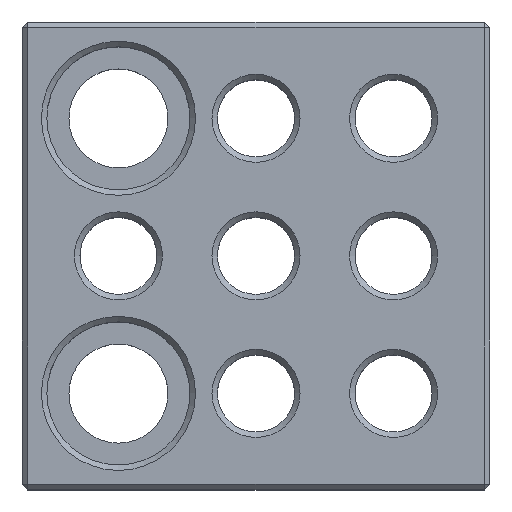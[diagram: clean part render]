
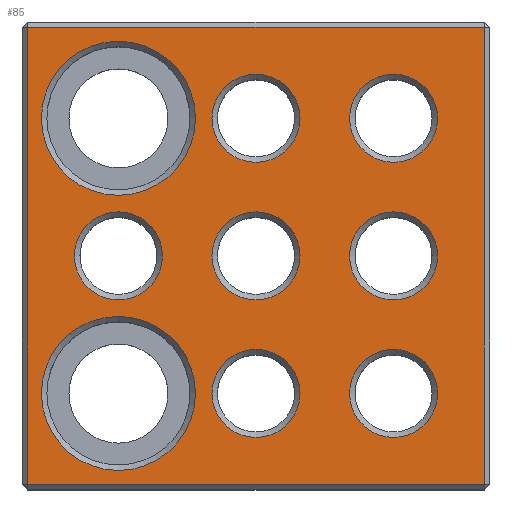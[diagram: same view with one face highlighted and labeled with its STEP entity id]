
A CAD part, top view. The second image highlights one B-rep face of the part: STEP entity #85.
In plain terms, the highlighted planar face has unit normal (0, 0, 1).
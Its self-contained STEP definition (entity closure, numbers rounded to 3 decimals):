
#85 = ADVANCED_FACE( '', ( #167, #168, #169, #170, #171, #172, #173, #174, #175, #176 ), #177, .F. );
#167 = FACE_BOUND( '', #330, .T. );
#168 = FACE_BOUND( '', #331, .T. );
#169 = FACE_BOUND( '', #332, .T. );
#170 = FACE_BOUND( '', #333, .T. );
#171 = FACE_BOUND( '', #334, .T. );
#172 = FACE_BOUND( '', #335, .T. );
#173 = FACE_BOUND( '', #336, .T. );
#174 = FACE_BOUND( '', #337, .T. );
#175 = FACE_BOUND( '', #338, .T. );
#176 = FACE_OUTER_BOUND( '', #339, .T. );
#177 = PLANE( '', #340 );
#330 = EDGE_LOOP( '', ( #527 ) );
#331 = EDGE_LOOP( '', ( #528 ) );
#332 = EDGE_LOOP( '', ( #529 ) );
#333 = EDGE_LOOP( '', ( #530 ) );
#334 = EDGE_LOOP( '', ( #531 ) );
#335 = EDGE_LOOP( '', ( #532 ) );
#336 = EDGE_LOOP( '', ( #533 ) );
#337 = EDGE_LOOP( '', ( #534 ) );
#338 = EDGE_LOOP( '', ( #535 ) );
#339 = EDGE_LOOP( '', ( #536, #537, #538, #539 ) );
#340 = AXIS2_PLACEMENT_3D( '', #540, #541, #542 );
#527 = ORIENTED_EDGE( '', *, *, #838, .T. );
#528 = ORIENTED_EDGE( '', *, *, #834, .T. );
#529 = ORIENTED_EDGE( '', *, *, #836, .T. );
#530 = ORIENTED_EDGE( '', *, *, #839, .T. );
#531 = ORIENTED_EDGE( '', *, *, #840, .T. );
#532 = ORIENTED_EDGE( '', *, *, #841, .T. );
#533 = ORIENTED_EDGE( '', *, *, #842, .T. );
#534 = ORIENTED_EDGE( '', *, *, #843, .T. );
#535 = ORIENTED_EDGE( '', *, *, #811, .T. );
#536 = ORIENTED_EDGE( '', *, *, #844, .T. );
#537 = ORIENTED_EDGE( '', *, *, #845, .T. );
#538 = ORIENTED_EDGE( '', *, *, #846, .T. );
#539 = ORIENTED_EDGE( '', *, *, #847, .T. );
#540 = CARTESIAN_POINT( '', ( -42.5, -42.5, 30. ) );
#541 = DIRECTION( '', ( 0., 0., -1. ) );
#542 = DIRECTION( '', ( -1., 0., 0. ) );
#811 = EDGE_CURVE( '', #904, #904, #905, .T. );
#834 = EDGE_CURVE( '', #947, #947, #948, .T. );
#836 = EDGE_CURVE( '', #951, #951, #952, .T. );
#838 = EDGE_CURVE( '', #955, #955, #956, .T. );
#839 = EDGE_CURVE( '', #957, #957, #958, .T. );
#840 = EDGE_CURVE( '', #959, #959, #960, .T. );
#841 = EDGE_CURVE( '', #961, #961, #962, .T. );
#842 = EDGE_CURVE( '', #963, #963, #964, .T. );
#843 = EDGE_CURVE( '', #965, #965, #966, .T. );
#844 = EDGE_CURVE( '', #967, #968, #969, .T. );
#845 = EDGE_CURVE( '', #968, #970, #971, .T. );
#846 = EDGE_CURVE( '', #970, #972, #973, .T. );
#847 = EDGE_CURVE( '', #972, #967, #974, .T. );
#904 = VERTEX_POINT( '', #1060 );
#905 = CIRCLE( '', #1061, 8. );
#947 = VERTEX_POINT( '', #1114 );
#948 = CIRCLE( '', #1115, 14. );
#951 = VERTEX_POINT( '', #1118 );
#952 = CIRCLE( '', #1119, 8. );
#955 = VERTEX_POINT( '', #1122 );
#956 = CIRCLE( '', #1123, 8. );
#957 = VERTEX_POINT( '', #1124 );
#958 = CIRCLE( '', #1125, 8. );
#959 = VERTEX_POINT( '', #1126 );
#960 = CIRCLE( '', #1127, 8. );
#961 = VERTEX_POINT( '', #1128 );
#962 = CIRCLE( '', #1129, 8. );
#963 = VERTEX_POINT( '', #1130 );
#964 = CIRCLE( '', #1131, 14. );
#965 = VERTEX_POINT( '', #1132 );
#966 = CIRCLE( '', #1133, 8. );
#967 = VERTEX_POINT( '', #1134 );
#968 = VERTEX_POINT( '', #1135 );
#969 = LINE( '', #1136, #1137 );
#970 = VERTEX_POINT( '', #1138 );
#971 = LINE( '', #1139, #1140 );
#972 = VERTEX_POINT( '', #1141 );
#973 = LINE( '', #1142, #1143 );
#974 = LINE( '', #1144, #1145 );
#1060 = CARTESIAN_POINT( '', ( 17., 0., 30. ) );
#1061 = AXIS2_PLACEMENT_3D( '', #1253, #1254, #1255 );
#1114 = CARTESIAN_POINT( '', ( -39., -25., 30. ) );
#1115 = AXIS2_PLACEMENT_3D( '', #1300, #1301, #1302 );
#1118 = CARTESIAN_POINT( '', ( 17., 25., 30. ) );
#1119 = AXIS2_PLACEMENT_3D( '', #1306, #1307, #1308 );
#1122 = CARTESIAN_POINT( '', ( -8., 0., 30. ) );
#1123 = AXIS2_PLACEMENT_3D( '', #1312, #1313, #1314 );
#1124 = CARTESIAN_POINT( '', ( -33., 0., 30. ) );
#1125 = AXIS2_PLACEMENT_3D( '', #1315, #1316, #1317 );
#1126 = CARTESIAN_POINT( '', ( -8., -25., 30. ) );
#1127 = AXIS2_PLACEMENT_3D( '', #1318, #1319, #1320 );
#1128 = CARTESIAN_POINT( '', ( -8., 25., 30. ) );
#1129 = AXIS2_PLACEMENT_3D( '', #1321, #1322, #1323 );
#1130 = CARTESIAN_POINT( '', ( -39., 25., 30. ) );
#1131 = AXIS2_PLACEMENT_3D( '', #1324, #1325, #1326 );
#1132 = CARTESIAN_POINT( '', ( 17., -25., 30. ) );
#1133 = AXIS2_PLACEMENT_3D( '', #1327, #1328, #1329 );
#1134 = CARTESIAN_POINT( '', ( 41.5, -41.5, 30. ) );
#1135 = CARTESIAN_POINT( '', ( 41.5, 41.5, 30. ) );
#1136 = CARTESIAN_POINT( '', ( 41.5, 42.5, 30. ) );
#1137 = VECTOR( '', #1330, 1000. );
#1138 = CARTESIAN_POINT( '', ( -41.5, 41.5, 30. ) );
#1139 = CARTESIAN_POINT( '', ( -42.5, 41.5, 30. ) );
#1140 = VECTOR( '', #1331, 1000. );
#1141 = CARTESIAN_POINT( '', ( -41.5, -41.5, 30. ) );
#1142 = CARTESIAN_POINT( '', ( -41.5, -42.5, 30. ) );
#1143 = VECTOR( '', #1332, 1000. );
#1144 = CARTESIAN_POINT( '', ( 42.5, -41.5, 30. ) );
#1145 = VECTOR( '', #1333, 1000. );
#1253 = CARTESIAN_POINT( '', ( 25., 0., 30. ) );
#1254 = DIRECTION( '', ( 0., 0., -1. ) );
#1255 = DIRECTION( '', ( -1., 0., 0. ) );
#1300 = CARTESIAN_POINT( '', ( -25., -25., 30. ) );
#1301 = DIRECTION( '', ( 0., 0., -1. ) );
#1302 = DIRECTION( '', ( -1., 0., 0. ) );
#1306 = CARTESIAN_POINT( '', ( 25., 25., 30. ) );
#1307 = DIRECTION( '', ( 0., 0., -1. ) );
#1308 = DIRECTION( '', ( -1., 0., 0. ) );
#1312 = CARTESIAN_POINT( '', ( 0., 0., 30. ) );
#1313 = DIRECTION( '', ( 0., 0., -1. ) );
#1314 = DIRECTION( '', ( -1., 0., 0. ) );
#1315 = CARTESIAN_POINT( '', ( -25., 0., 30. ) );
#1316 = DIRECTION( '', ( 0., 0., -1. ) );
#1317 = DIRECTION( '', ( -1., 0., 0. ) );
#1318 = CARTESIAN_POINT( '', ( 0., -25., 30. ) );
#1319 = DIRECTION( '', ( 0., 0., -1. ) );
#1320 = DIRECTION( '', ( -1., 0., 0. ) );
#1321 = CARTESIAN_POINT( '', ( 0., 25., 30. ) );
#1322 = DIRECTION( '', ( 0., 0., -1. ) );
#1323 = DIRECTION( '', ( -1., 0., 0. ) );
#1324 = CARTESIAN_POINT( '', ( -25., 25., 30. ) );
#1325 = DIRECTION( '', ( 0., 0., -1. ) );
#1326 = DIRECTION( '', ( -1., 0., 0. ) );
#1327 = CARTESIAN_POINT( '', ( 25., -25., 30. ) );
#1328 = DIRECTION( '', ( 0., 0., -1. ) );
#1329 = DIRECTION( '', ( -1., 0., 0. ) );
#1330 = DIRECTION( '', ( 0., 1., 0. ) );
#1331 = DIRECTION( '', ( -1., 0., 0. ) );
#1332 = DIRECTION( '', ( 0., -1., 0. ) );
#1333 = DIRECTION( '', ( 1., 0., 0. ) );
